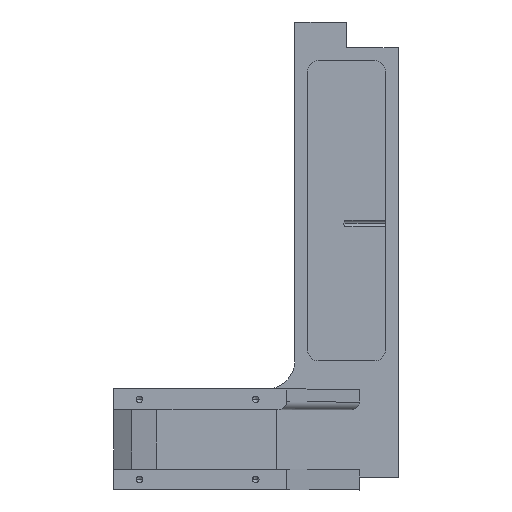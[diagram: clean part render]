
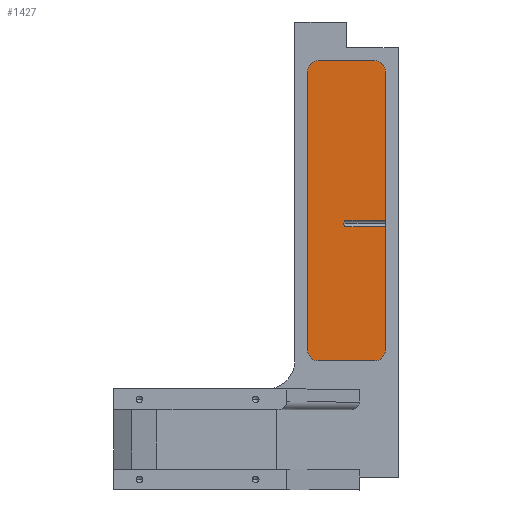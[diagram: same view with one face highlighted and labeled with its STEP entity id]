
A CAD part, top view. The second image highlights one B-rep face of the part: STEP entity #1427.
In plain terms, the highlighted face is planar.
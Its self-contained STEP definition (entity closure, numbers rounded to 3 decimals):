
#5 = DIRECTION ( 'NONE',  ( 0., -1., 0. ) ) ;
#10 = VERTEX_POINT ( 'NONE', #146 ) ;
#51 = VERTEX_POINT ( 'NONE', #2555 ) ;
#56 = VERTEX_POINT ( 'NONE', #2343 ) ;
#66 = LINE ( 'NONE', #1161, #1323 ) ;
#90 = CARTESIAN_POINT ( 'NONE',  ( 44.336, 225.726, -4. ) ) ;
#146 = CARTESIAN_POINT ( 'NONE',  ( 60.508, 226.734, -4. ) ) ;
#160 = CARTESIAN_POINT ( 'NONE',  ( 60.508, 274.5, -4. ) ) ;
#214 = ORIENTED_EDGE ( 'NONE', *, *, #2393, .T. ) ;
#221 = EDGE_CURVE ( 'NONE', #56, #687, #2352, .T. ) ;
#238 = ORIENTED_EDGE ( 'NONE', *, *, #1517, .F. ) ;
#262 = VECTOR ( 'NONE', #387, 1000. ) ;
#280 = CARTESIAN_POINT ( 'NONE',  ( 65.508, 224.266, -4. ) ) ;
#300 = VERTEX_POINT ( 'NONE', #780 ) ;
#310 = DIRECTION ( 'NONE',  ( -1., 0., 0. ) ) ;
#333 = B_SPLINE_CURVE_WITH_KNOTS ( 'NONE', 3,
 ( #2557, #2099, #2593, #595, #1135, #1104, #854, #581, #2843, #2337, #1593, #90, #1127, #2050, #571, #2829, #1618, #1853 ),
 .UNSPECIFIED., .F., .F.,
 ( 4, 2, 2, 2, 2, 2, 2, 2, 4 ),
 ( 0.006, 0.007, 0.007, 0.007, 0.007, 0.008, 0.008, 0.008, 0.009 ),
 .UNSPECIFIED. ) ;
#339 = VERTEX_POINT ( 'NONE', #675 ) ;
#366 = EDGE_CURVE ( 'NONE', #748, #300, #66, .T. ) ;
#386 = VECTOR ( 'NONE', #5, 1000. ) ;
#387 = DIRECTION ( 'NONE',  ( 1., 0., 0. ) ) ;
#394 = CARTESIAN_POINT ( 'NONE',  ( 34.508, 278.5, -4. ) ) ;
#430 = AXIS2_PLACEMENT_3D ( 'NONE', #925, #694, #2671 ) ;
#432 = CIRCLE ( 'NONE', #2143, 4. ) ;
#452 = LINE ( 'NONE', #1152, #262 ) ;
#487 = CARTESIAN_POINT ( 'NONE',  ( 30.508, 166.5, -4. ) ) ;
#512 = ORIENTED_EDGE ( 'NONE', *, *, #2953, .T. ) ;
#527 = DIRECTION ( 'NONE',  ( -1., 0., 0. ) ) ;
#571 = CARTESIAN_POINT ( 'NONE',  ( 44.499, 226.033, -4. ) ) ;
#581 = CARTESIAN_POINT ( 'NONE',  ( 44.292, 225.387, -4. ) ) ;
#585 = CARTESIAN_POINT ( 'NONE',  ( 0., 0., -4. ) ) ;
#595 = CARTESIAN_POINT ( 'NONE',  ( 44.497, 224.97, -4. ) ) ;
#599 = VERTEX_POINT ( 'NONE', #2777 ) ;
#604 = AXIS2_PLACEMENT_3D ( 'NONE', #2417, #2930, #2203 ) ;
#623 = VECTOR ( 'NONE', #527, 1000. ) ;
#626 = AXIS2_PLACEMENT_3D ( 'NONE', #1555, #1791, #310 ) ;
#649 = AXIS2_PLACEMENT_3D ( 'NONE', #585, #2836, #1596 ) ;
#665 = LINE ( 'NONE', #2965, #386 ) ;
#675 = CARTESIAN_POINT ( 'NONE',  ( 56.508, 278.5, -4. ) ) ;
#687 = VERTEX_POINT ( 'NONE', #487 ) ;
#694 = DIRECTION ( 'NONE',  ( 0., 0., -1. ) ) ;
#748 = VERTEX_POINT ( 'NONE', #3156 ) ;
#749 = VECTOR ( 'NONE', #2469, 1000. ) ;
#780 = CARTESIAN_POINT ( 'NONE',  ( 60.508, 166.5, -4. ) ) ;
#821 = EDGE_CURVE ( 'NONE', #599, #2139, #2264, .T. ) ;
#835 = PLANE ( 'NONE',  #649 ) ;
#854 = CARTESIAN_POINT ( 'NONE',  ( 44.334, 225.279, -4. ) ) ;
#872 = VECTOR ( 'NONE', #1476, 1000. ) ;
#876 = EDGE_CURVE ( 'NONE', #300, #2048, #2954, .T. ) ;
#925 = CARTESIAN_POINT ( 'NONE',  ( 56.508, 166.5, -4. ) ) ;
#954 = EDGE_CURVE ( 'NONE', #1723, #51, #333, .T. ) ;
#1076 = DIRECTION ( 'NONE',  ( 0., 1., 0. ) ) ;
#1104 = CARTESIAN_POINT ( 'NONE',  ( 44.36, 225.227, -4. ) ) ;
#1127 = CARTESIAN_POINT ( 'NONE',  ( 44.362, 225.778, -4. ) ) ;
#1135 = CARTESIAN_POINT ( 'NONE',  ( 44.439, 225.071, -4. ) ) ;
#1152 = CARTESIAN_POINT ( 'NONE',  ( 65.508, 226.734, -4. ) ) ;
#1155 = EDGE_LOOP ( 'NONE', ( #2895, #1317, #1234, #2941, #512, #1767, #2007, #214, #2190, #238, #2300, #1940 ) ) ;
#1160 = LINE ( 'NONE', #1312, #1616 ) ;
#1161 = CARTESIAN_POINT ( 'NONE',  ( 60.508, 278.5, -4. ) ) ;
#1234 = ORIENTED_EDGE ( 'NONE', *, *, #3134, .T. ) ;
#1312 = CARTESIAN_POINT ( 'NONE',  ( 30.508, 162.5, -4. ) ) ;
#1317 = ORIENTED_EDGE ( 'NONE', *, *, #876, .T. ) ;
#1323 = VECTOR ( 'NONE', #2872, 1000. ) ;
#1325 = FACE_OUTER_BOUND ( 'NONE', #1155, .T. ) ;
#1427 = ADVANCED_FACE ( 'NONE', ( #1325 ), #835, .T. ) ;
#1476 = DIRECTION ( 'NONE',  ( 1., 0., 0. ) ) ;
#1517 = EDGE_CURVE ( 'NONE', #51, #10, #452, .T. ) ;
#1523 = LINE ( 'NONE', #2938, #872 ) ;
#1545 = DIRECTION ( 'NONE',  ( -1., 0., 0. ) ) ;
#1555 = CARTESIAN_POINT ( 'NONE',  ( 34.508, 166.5, -4. ) ) ;
#1567 = CARTESIAN_POINT ( 'NONE',  ( 56.508, 274.5, -4. ) ) ;
#1593 = CARTESIAN_POINT ( 'NONE',  ( 44.294, 225.618, -4. ) ) ;
#1596 = DIRECTION ( 'NONE',  ( -1., 0., 0. ) ) ;
#1600 = EDGE_CURVE ( 'NONE', #748, #1723, #2085, .T. ) ;
#1616 = VECTOR ( 'NONE', #1076, 1000. ) ;
#1618 = CARTESIAN_POINT ( 'NONE',  ( 44.79, 226.535, -4. ) ) ;
#1723 = VERTEX_POINT ( 'NONE', #2721 ) ;
#1767 = ORIENTED_EDGE ( 'NONE', *, *, #821, .T. ) ;
#1791 = DIRECTION ( 'NONE',  ( 0., 0., -1. ) ) ;
#1853 = CARTESIAN_POINT ( 'NONE',  ( 44.908, 226.734, -4. ) ) ;
#1922 = CARTESIAN_POINT ( 'NONE',  ( 56.508, 162.5, -4. ) ) ;
#1940 = ORIENTED_EDGE ( 'NONE', *, *, #1600, .F. ) ;
#1944 = EDGE_CURVE ( 'NONE', #2139, #339, #1523, .T. ) ;
#2007 = ORIENTED_EDGE ( 'NONE', *, *, #1944, .T. ) ;
#2036 = DIRECTION ( 'NONE',  ( 0., 0., -1. ) ) ;
#2048 = VERTEX_POINT ( 'NONE', #1922 ) ;
#2050 = CARTESIAN_POINT ( 'NONE',  ( 44.441, 225.933, -4. ) ) ;
#2085 = LINE ( 'NONE', #280, #623 ) ;
#2099 = CARTESIAN_POINT ( 'NONE',  ( 44.789, 224.466, -4. ) ) ;
#2139 = VERTEX_POINT ( 'NONE', #394 ) ;
#2143 = AXIS2_PLACEMENT_3D ( 'NONE', #1567, #2036, #1545 ) ;
#2190 = ORIENTED_EDGE ( 'NONE', *, *, #2218, .T. ) ;
#2203 = DIRECTION ( 'NONE',  ( -1., 0., 0. ) ) ;
#2218 = EDGE_CURVE ( 'NONE', #2859, #10, #665, .T. ) ;
#2264 = CIRCLE ( 'NONE', #604, 4. ) ;
#2269 = CARTESIAN_POINT ( 'NONE',  ( 60.508, 162.5, -4. ) ) ;
#2300 = ORIENTED_EDGE ( 'NONE', *, *, #954, .F. ) ;
#2331 = LINE ( 'NONE', #2269, #749 ) ;
#2337 = CARTESIAN_POINT ( 'NONE',  ( 44.277, 225.56, -4. ) ) ;
#2343 = CARTESIAN_POINT ( 'NONE',  ( 34.508, 162.5, -4. ) ) ;
#2352 = CIRCLE ( 'NONE', #626, 4. ) ;
#2393 = EDGE_CURVE ( 'NONE', #339, #2859, #432, .T. ) ;
#2417 = CARTESIAN_POINT ( 'NONE',  ( 34.508, 274.5, -4. ) ) ;
#2469 = DIRECTION ( 'NONE',  ( -1., 0., 0. ) ) ;
#2555 = CARTESIAN_POINT ( 'NONE',  ( 44.908, 226.734, -4. ) ) ;
#2557 = CARTESIAN_POINT ( 'NONE',  ( 44.908, 224.266, -4. ) ) ;
#2593 = CARTESIAN_POINT ( 'NONE',  ( 44.671, 224.667, -4. ) ) ;
#2671 = DIRECTION ( 'NONE',  ( -1., 0., 0. ) ) ;
#2721 = CARTESIAN_POINT ( 'NONE',  ( 44.908, 224.266, -4. ) ) ;
#2777 = CARTESIAN_POINT ( 'NONE',  ( 30.508, 274.5, -4. ) ) ;
#2829 = CARTESIAN_POINT ( 'NONE',  ( 44.672, 226.335, -4. ) ) ;
#2836 = DIRECTION ( 'NONE',  ( 0., 0., -1. ) ) ;
#2843 = CARTESIAN_POINT ( 'NONE',  ( 44.276, 225.445, -4. ) ) ;
#2859 = VERTEX_POINT ( 'NONE', #160 ) ;
#2872 = DIRECTION ( 'NONE',  ( 0., -1., 0. ) ) ;
#2895 = ORIENTED_EDGE ( 'NONE', *, *, #366, .T. ) ;
#2930 = DIRECTION ( 'NONE',  ( 0., 0., -1. ) ) ;
#2938 = CARTESIAN_POINT ( 'NONE',  ( 30.508, 278.5, -4. ) ) ;
#2941 = ORIENTED_EDGE ( 'NONE', *, *, #221, .T. ) ;
#2953 = EDGE_CURVE ( 'NONE', #687, #599, #1160, .T. ) ;
#2954 = CIRCLE ( 'NONE', #430, 4. ) ;
#2965 = CARTESIAN_POINT ( 'NONE',  ( 60.508, 278.5, -4. ) ) ;
#3134 = EDGE_CURVE ( 'NONE', #2048, #56, #2331, .T. ) ;
#3156 = CARTESIAN_POINT ( 'NONE',  ( 60.508, 224.266, -4. ) ) ;
